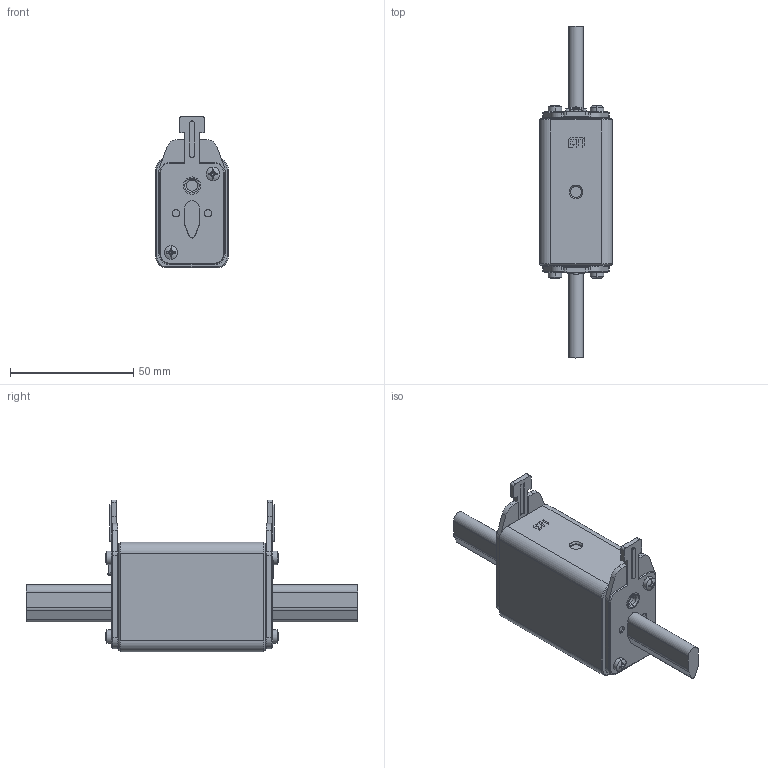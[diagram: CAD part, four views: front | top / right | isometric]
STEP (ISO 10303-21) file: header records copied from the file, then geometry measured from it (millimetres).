
FILE_DESCRIPTION((''),'2;1');
FILE_NAME('NV1C_ETI','2018-01-24T',('matic.bajda'),('Audax d.o.o.'),'CREO PARAMETRIC BY PTC INC, 2016260','CREO PARAMETRIC BY PTC INC, 2016260','');
FILE_SCHEMA(('AUTOMOTIVE_DESIGN { 1 0 10303 214 1 1 1 1 }'));
Length unit declared in the file: millimetre
Products named in the file (1): NV1C_ETI
Bounding box: 29.5 x 134.9 x 61.75 mm (x, y, z)
Volume: 88925.2 mm3; surface area: 21846.4 mm2
Topology: 3 solids, 15 shells, 684 faces, 1715 edges, 1070 vertices
Faces by surface type: plane 378, cylinder 215, cone 46, torus 19, bspline 18, sphere 8
Entity records: 23183 total; most frequent: CARTESIAN_POINT 6125, DIRECTION 3636, ORIENTED_EDGE 3366, EDGE_CURVE 1699, AXIS2_PLACEMENT_3D 1308, VERTEX_POINT 1146, VECTOR 1020, LINE 1020
